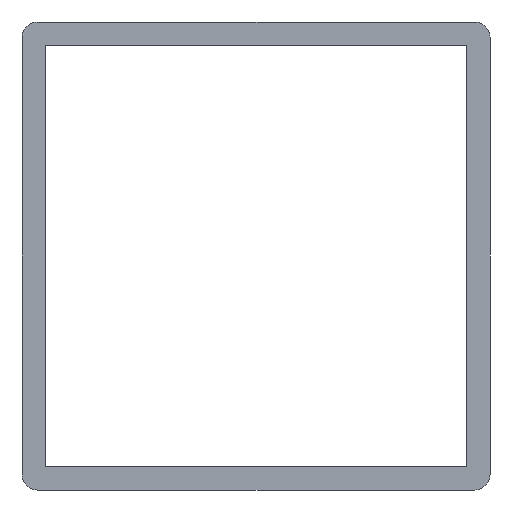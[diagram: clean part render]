
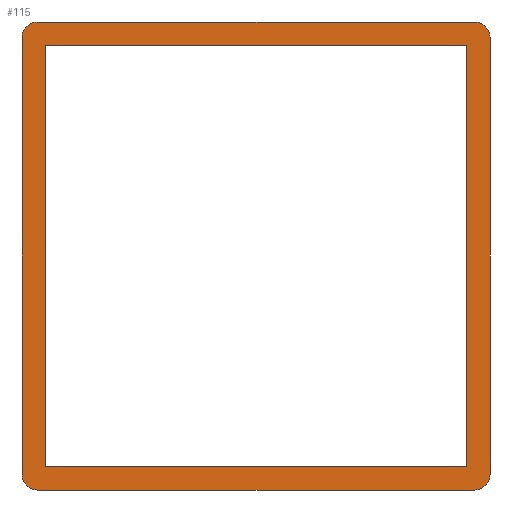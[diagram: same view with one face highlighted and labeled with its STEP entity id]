
A CAD part, front view. The second image highlights one B-rep face of the part: STEP entity #115.
In plain terms, the highlighted free-form (B-spline) face has degree [1, 1] with [2, 2] control points.
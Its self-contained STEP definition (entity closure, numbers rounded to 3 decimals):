
#115 = ADVANCED_FACE('',(#116,#178),#208,.T.);
#116 = FACE_BOUND('',#117,.T.);
#117 = EDGE_LOOP('',(#118,#128,#135,#143,#150,#158,#165,#173));
#118 = ORIENTED_EDGE('',*,*,#119,.F.);
#119 = EDGE_CURVE('',#120,#122,#124,.T.);
#120 = VERTEX_POINT('',#121);
#121 = CARTESIAN_POINT('',(-40.923,0.,38.195));
#122 = VERTEX_POINT('',#123);
#123 = CARTESIAN_POINT('',(-38.195,0.,40.923));
#124 = ( BOUNDED_CURVE() B_SPLINE_CURVE(2,(#125,#126,#127),
.UNSPECIFIED.,.F.,.F.) B_SPLINE_CURVE_WITH_KNOTS((3,3),(1.571,
3.142),.PIECEWISE_BEZIER_KNOTS.) CURVE() 
GEOMETRIC_REPRESENTATION_ITEM() RATIONAL_B_SPLINE_CURVE((1.,
0.707,1.)) REPRESENTATION_ITEM('') );
#125 = CARTESIAN_POINT('',(-40.923,0.,38.195));
#126 = CARTESIAN_POINT('',(-40.923,0.,40.923));
#127 = CARTESIAN_POINT('',(-38.195,0.,40.923));
#128 = ORIENTED_EDGE('',*,*,#129,.F.);
#129 = EDGE_CURVE('',#130,#120,#132,.T.);
#130 = VERTEX_POINT('',#131);
#131 = CARTESIAN_POINT('',(-40.923,0.,-38.195));
#132 = B_SPLINE_CURVE_WITH_KNOTS('',1,(#133,#134),.UNSPECIFIED.,.F.,.F.,
  (2,2),(-56.,0.),.PIECEWISE_BEZIER_KNOTS.);
#133 = CARTESIAN_POINT('',(-40.923,0.,-38.195));
#134 = CARTESIAN_POINT('',(-40.923,0.,38.195));
#135 = ORIENTED_EDGE('',*,*,#136,.F.);
#136 = EDGE_CURVE('',#137,#130,#139,.T.);
#137 = VERTEX_POINT('',#138);
#138 = CARTESIAN_POINT('',(-38.195,0.,-40.923));
#139 = ( BOUNDED_CURVE() B_SPLINE_CURVE(2,(#140,#141,#142),
.UNSPECIFIED.,.F.,.F.) B_SPLINE_CURVE_WITH_KNOTS((3,3),(3.142,
4.712),.PIECEWISE_BEZIER_KNOTS.) CURVE() 
GEOMETRIC_REPRESENTATION_ITEM() RATIONAL_B_SPLINE_CURVE((1.,
0.707,1.)) REPRESENTATION_ITEM('') );
#140 = CARTESIAN_POINT('',(-38.195,0.,-40.923));
#141 = CARTESIAN_POINT('',(-40.923,0.,-40.923));
#142 = CARTESIAN_POINT('',(-40.923,0.,-38.195));
#143 = ORIENTED_EDGE('',*,*,#144,.F.);
#144 = EDGE_CURVE('',#145,#137,#147,.T.);
#145 = VERTEX_POINT('',#146);
#146 = CARTESIAN_POINT('',(38.195,0.,-40.923));
#147 = B_SPLINE_CURVE_WITH_KNOTS('',1,(#148,#149),.UNSPECIFIED.,.F.,.F.,
  (2,2),(-56.,-0.),.PIECEWISE_BEZIER_KNOTS.);
#148 = CARTESIAN_POINT('',(38.195,0.,-40.923));
#149 = CARTESIAN_POINT('',(-38.195,0.,-40.923));
#150 = ORIENTED_EDGE('',*,*,#151,.F.);
#151 = EDGE_CURVE('',#152,#145,#154,.T.);
#152 = VERTEX_POINT('',#153);
#153 = CARTESIAN_POINT('',(40.923,0.,-38.195));
#154 = ( BOUNDED_CURVE() B_SPLINE_CURVE(2,(#155,#156,#157),
.UNSPECIFIED.,.F.,.F.) B_SPLINE_CURVE_WITH_KNOTS((3,3),(4.712,
6.283),.PIECEWISE_BEZIER_KNOTS.) CURVE() 
GEOMETRIC_REPRESENTATION_ITEM() RATIONAL_B_SPLINE_CURVE((1.,
0.707,1.)) REPRESENTATION_ITEM('') );
#155 = CARTESIAN_POINT('',(40.923,0.,-38.195));
#156 = CARTESIAN_POINT('',(40.923,0.,-40.923));
#157 = CARTESIAN_POINT('',(38.195,0.,-40.923));
#158 = ORIENTED_EDGE('',*,*,#159,.F.);
#159 = EDGE_CURVE('',#160,#152,#162,.T.);
#160 = VERTEX_POINT('',#161);
#161 = CARTESIAN_POINT('',(40.923,0.,38.195));
#162 = B_SPLINE_CURVE_WITH_KNOTS('',1,(#163,#164),.UNSPECIFIED.,.F.,.F.,
  (2,2),(0.,56.),.PIECEWISE_BEZIER_KNOTS.);
#163 = CARTESIAN_POINT('',(40.923,0.,38.195));
#164 = CARTESIAN_POINT('',(40.923,0.,-38.195));
#165 = ORIENTED_EDGE('',*,*,#166,.F.);
#166 = EDGE_CURVE('',#167,#160,#169,.T.);
#167 = VERTEX_POINT('',#168);
#168 = CARTESIAN_POINT('',(38.195,0.,40.923));
#169 = ( BOUNDED_CURVE() B_SPLINE_CURVE(2,(#170,#171,#172),
.UNSPECIFIED.,.F.,.F.) B_SPLINE_CURVE_WITH_KNOTS((3,3),(0.,
1.571),.PIECEWISE_BEZIER_KNOTS.) CURVE() 
GEOMETRIC_REPRESENTATION_ITEM() RATIONAL_B_SPLINE_CURVE((1.,
0.707,1.)) REPRESENTATION_ITEM('') );
#170 = CARTESIAN_POINT('',(38.195,0.,40.923));
#171 = CARTESIAN_POINT('',(40.923,0.,40.923));
#172 = CARTESIAN_POINT('',(40.923,0.,38.195));
#173 = ORIENTED_EDGE('',*,*,#174,.F.);
#174 = EDGE_CURVE('',#122,#167,#175,.T.);
#175 = B_SPLINE_CURVE_WITH_KNOTS('',1,(#176,#177),.UNSPECIFIED.,.F.,.F.,
  (2,2),(0.,56.),.PIECEWISE_BEZIER_KNOTS.);
#176 = CARTESIAN_POINT('',(-38.195,0.,40.923));
#177 = CARTESIAN_POINT('',(38.195,0.,40.923));
#178 = FACE_BOUND('',#179,.T.);
#179 = EDGE_LOOP('',(#180,#189,#196,#203));
#180 = ORIENTED_EDGE('',*,*,#181,.T.);
#181 = EDGE_CURVE('',#182,#184,#186,.T.);
#182 = VERTEX_POINT('',#183);
#183 = CARTESIAN_POINT('',(36.83,0.,-36.83));
#184 = VERTEX_POINT('',#185);
#185 = CARTESIAN_POINT('',(-36.83,0.,-36.83));
#186 = B_SPLINE_CURVE_WITH_KNOTS('',1,(#187,#188),.UNSPECIFIED.,.F.,.F.,
  (2,2),(-54.,-0.),.PIECEWISE_BEZIER_KNOTS.);
#187 = CARTESIAN_POINT('',(36.83,0.,-36.83));
#188 = CARTESIAN_POINT('',(-36.83,0.,-36.83));
#189 = ORIENTED_EDGE('',*,*,#190,.T.);
#190 = EDGE_CURVE('',#184,#191,#193,.T.);
#191 = VERTEX_POINT('',#192);
#192 = CARTESIAN_POINT('',(-36.83,0.,36.83));
#193 = B_SPLINE_CURVE_WITH_KNOTS('',1,(#194,#195),.UNSPECIFIED.,.F.,.F.,
  (2,2),(-54.,0.),.PIECEWISE_BEZIER_KNOTS.);
#194 = CARTESIAN_POINT('',(-36.83,0.,-36.83));
#195 = CARTESIAN_POINT('',(-36.83,0.,36.83));
#196 = ORIENTED_EDGE('',*,*,#197,.T.);
#197 = EDGE_CURVE('',#191,#198,#200,.T.);
#198 = VERTEX_POINT('',#199);
#199 = CARTESIAN_POINT('',(36.83,0.,36.83));
#200 = B_SPLINE_CURVE_WITH_KNOTS('',1,(#201,#202),.UNSPECIFIED.,.F.,.F.,
  (2,2),(0.,54.),.PIECEWISE_BEZIER_KNOTS.);
#201 = CARTESIAN_POINT('',(-36.83,0.,36.83));
#202 = CARTESIAN_POINT('',(36.83,0.,36.83));
#203 = ORIENTED_EDGE('',*,*,#204,.T.);
#204 = EDGE_CURVE('',#198,#182,#205,.T.);
#205 = B_SPLINE_CURVE_WITH_KNOTS('',1,(#206,#207),.UNSPECIFIED.,.F.,.F.,
  (2,2),(0.,54.),.PIECEWISE_BEZIER_KNOTS.);
#206 = CARTESIAN_POINT('',(36.83,0.,36.83));
#207 = CARTESIAN_POINT('',(36.83,0.,-36.83));
#208 = B_SPLINE_SURFACE_WITH_KNOTS('',1,1,(
    (#209,#210)
    ,(#211,#212
    )),.UNSPECIFIED.,.F.,.F.,.F.,(2,2),(2,2),(-2.,58.),(-2.,58.),
  .PIECEWISE_BEZIER_KNOTS.);
#209 = CARTESIAN_POINT('',(-40.923,0.,40.923));
#210 = CARTESIAN_POINT('',(40.923,0.,40.923));
#211 = CARTESIAN_POINT('',(-40.923,0.,-40.923));
#212 = CARTESIAN_POINT('',(40.923,0.,-40.923));
